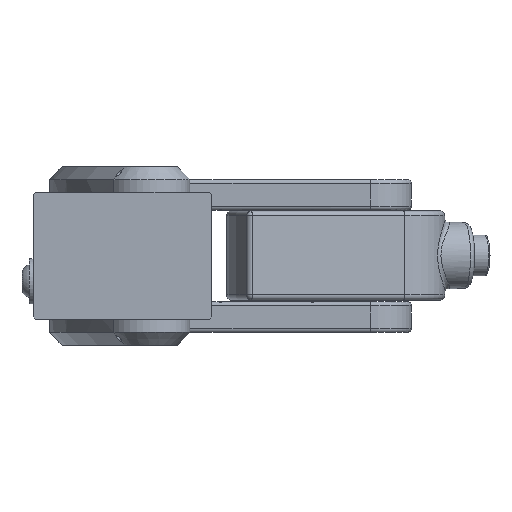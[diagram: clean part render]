
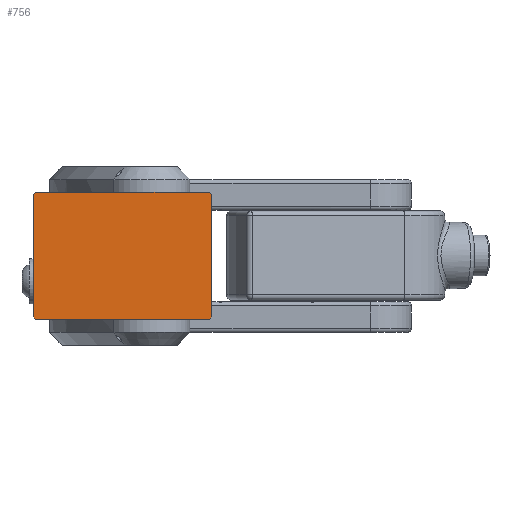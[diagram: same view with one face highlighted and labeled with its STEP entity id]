
A CAD part, front view. The second image highlights one B-rep face of the part: STEP entity #756.
In plain terms, the highlighted planar face has unit normal (0, -1, 0).
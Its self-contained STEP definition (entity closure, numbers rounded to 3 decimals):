
#756=ADVANCED_FACE('',(#3638),#3640,.F.);
#3638=FACE_BOUND('',#3639,.T.);
#3639=EDGE_LOOP('',(#6479,#6480,#6481,#6482,#6483,#6484,#6485,#6486));
#3640=PLANE('',#3641);
#3641=AXIS2_PLACEMENT_3D('',#3642,#3643,#3644);
#3642=CARTESIAN_POINT('',(0.,0.,0.));
#3643=DIRECTION('',(0.,1.,0.));
#3644=DIRECTION('',(0.,0.,-1.));
#6479=ORIENTED_EDGE('',*,*,#7718,.F.);
#6480=ORIENTED_EDGE('',*,*,#7719,.F.);
#6481=ORIENTED_EDGE('',*,*,#7690,.F.);
#6482=ORIENTED_EDGE('',*,*,#7687,.F.);
#6483=ORIENTED_EDGE('',*,*,#7717,.F.);
#6484=ORIENTED_EDGE('',*,*,#7720,.F.);
#6485=ORIENTED_EDGE('',*,*,#7721,.F.);
#6486=ORIENTED_EDGE('',*,*,#7722,.F.);
#7687=EDGE_CURVE('',#8346,#8341,#8348,.T.);
#7690=EDGE_CURVE('',#8341,#8353,#8354,.F.);
#7717=EDGE_CURVE('',#8403,#8346,#8405,.F.);
#7718=EDGE_CURVE('',#8406,#8407,#8408,.F.);
#7719=EDGE_CURVE('',#8353,#8406,#8409,.T.);
#7720=EDGE_CURVE('',#8410,#8403,#8411,.T.);
#7721=EDGE_CURVE('',#8412,#8410,#8413,.F.);
#7722=EDGE_CURVE('',#8407,#8412,#8414,.T.);
#8341=VERTEX_POINT('',#9696);
#8346=VERTEX_POINT('',#9705);
#8348=LINE('',#9709,#9710);
#8353=VERTEX_POINT('',#9722);
#8354=LINE('',#9723,#9724);
#8403=VERTEX_POINT('',#9829);
#8405=LINE('',#9833,#9834);
#8406=VERTEX_POINT('',#9836);
#8407=VERTEX_POINT('',#9837);
#8408=LINE('',#9838,#9839);
#8409=LINE('',#9841,#9842);
#8410=VERTEX_POINT('',#9844);
#8411=LINE('',#9845,#9846);
#8412=VERTEX_POINT('',#9848);
#8413=LINE('',#9849,#9850);
#8414=LINE('',#9852,#9853);
#9696=CARTESIAN_POINT('',(-24.,0.,-35.));
#9705=CARTESIAN_POINT('',(24.,0.,-35.));
#9709=CARTESIAN_POINT('',(24.,0.,-35.));
#9710=VECTOR('',#9711,1.);
#9711=DIRECTION('',(-1.,0.,0.));
#9722=CARTESIAN_POINT('',(-25.,0.,-34.));
#9723=CARTESIAN_POINT('',(-25.,0.,-34.));
#9724=VECTOR('',#9725,1.);
#9725=DIRECTION('',(0.707,0.,-0.707));
#9829=CARTESIAN_POINT('',(25.,0.,-34.));
#9833=CARTESIAN_POINT('',(24.,0.,-35.));
#9834=VECTOR('',#9835,1.);
#9835=DIRECTION('',(0.707,0.,0.707));
#9836=CARTESIAN_POINT('',(-25.,0.,34.));
#9837=CARTESIAN_POINT('',(-24.,0.,35.));
#9838=CARTESIAN_POINT('',(-24.,0.,35.));
#9839=VECTOR('',#9840,1.);
#9840=DIRECTION('',(-0.707,0.,-0.707));
#9841=CARTESIAN_POINT('',(-25.,0.,-34.));
#9842=VECTOR('',#9843,1.);
#9843=DIRECTION('',(0.,0.,1.));
#9844=CARTESIAN_POINT('',(25.,0.,34.));
#9845=CARTESIAN_POINT('',(25.,0.,34.));
#9846=VECTOR('',#9847,1.);
#9847=DIRECTION('',(0.,0.,-1.));
#9848=CARTESIAN_POINT('',(24.,0.,35.));
#9849=CARTESIAN_POINT('',(25.,0.,34.));
#9850=VECTOR('',#9851,1.);
#9851=DIRECTION('',(-0.707,0.,0.707));
#9852=CARTESIAN_POINT('',(-24.,0.,35.));
#9853=VECTOR('',#9854,1.);
#9854=DIRECTION('',(1.,0.,0.));
